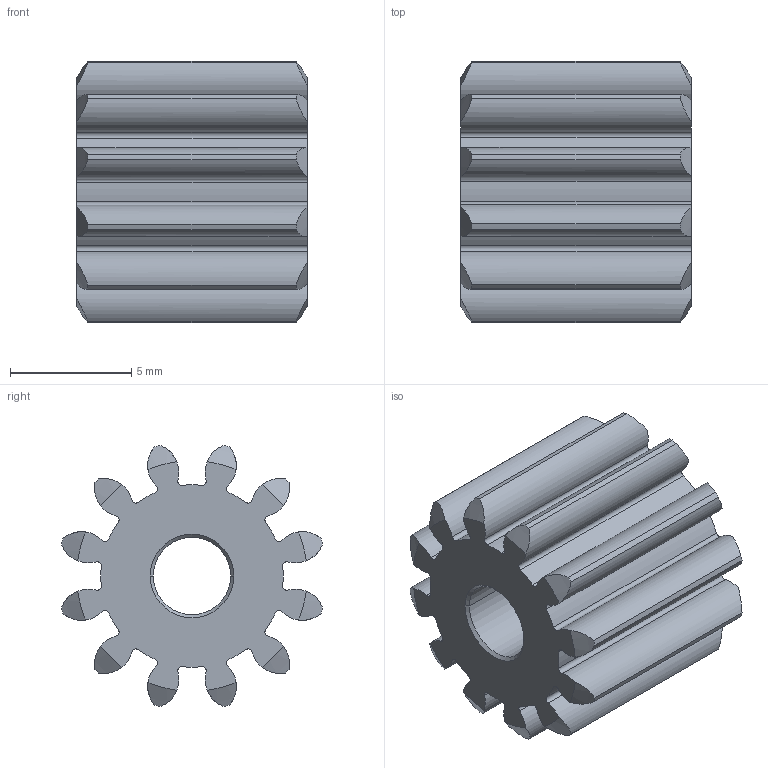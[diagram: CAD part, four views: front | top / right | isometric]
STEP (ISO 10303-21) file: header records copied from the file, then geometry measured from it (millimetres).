
FILE_DESCRIPTION((''),'2;1');
FILE_NAME('AM-0040.stp','2008-01-03T19:00:05',('Owner'),(''),'Autodesk Inventor (R) 6.0','Autodesk Inventor (R) 6.0','');
FILE_SCHEMA(('AUTOMOTIVE_DESIGN { 1 0 10303 214 1 1 1 1 }'));
Length unit declared in the file: inch
Products named in the file (1): AM-0040 Sun Gear 15T
Bounding box: 9.53 x 10.79 x 10.79 mm (x, y, z)
Volume: 553.5 mm3; surface area: 800.7 mm2
Topology: 1 solids, 1 shells, 104 faces, 302 edges, 200 vertices
Faces by surface type: cylinder 74, cone 28, plane 2
Entity records: 3799 total; most frequent: CARTESIAN_POINT 943, DIRECTION 640, ORIENTED_EDGE 604, EDGE_CURVE 302, AXIS2_PLACEMENT_3D 281, VERTEX_POINT 200, CIRCLE 176, EDGE_LOOP 106
